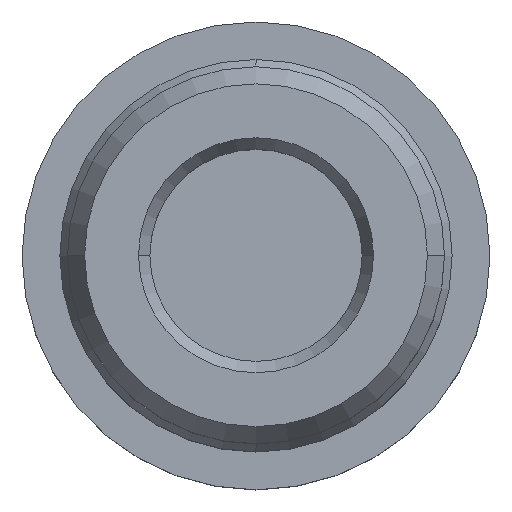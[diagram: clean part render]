
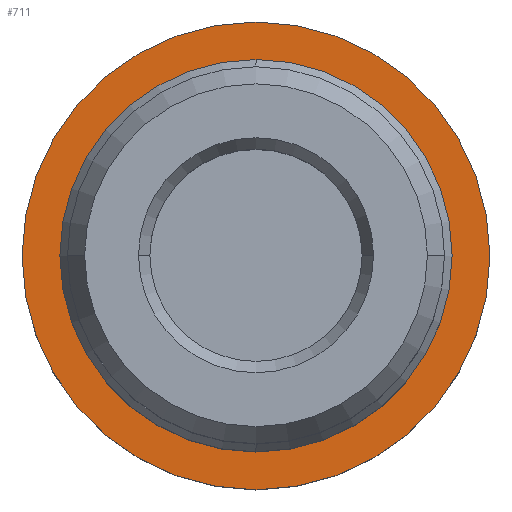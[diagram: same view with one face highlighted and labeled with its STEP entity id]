
A CAD part, top view. The second image highlights one B-rep face of the part: STEP entity #711.
In plain terms, the highlighted planar face has unit normal (0, 0, 1).
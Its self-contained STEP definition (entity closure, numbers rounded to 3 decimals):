
#2 = DIRECTION ( 'NONE',  ( 0., 0., 1. ) ) ;
#3 = ORIENTED_EDGE ( 'NONE', *, *, #838, .T. ) ;
#39 = DIRECTION ( 'NONE',  ( 0., 0., 1. ) ) ;
#108 = EDGE_LOOP ( 'NONE', ( #499, #572 ) ) ;
#124 = EDGE_LOOP ( 'NONE', ( #3, #620 ) ) ;
#150 = DIRECTION ( 'NONE',  ( 0., 0., 1. ) ) ;
#154 = DIRECTION ( 'NONE',  ( 0., 1., 0. ) ) ;
#189 = CARTESIAN_POINT ( 'NONE',  ( 0., 2.37, -3.9 ) ) ;
#194 = DIRECTION ( 'NONE',  ( 0., -1., 0. ) ) ;
#228 = CIRCLE ( 'NONE', #527, 1.988 ) ;
#236 = EDGE_CURVE ( 'NONE', #665, #896, #1053, .T. ) ;
#283 = FACE_OUTER_BOUND ( 'NONE', #124, .T. ) ;
#285 = VERTEX_POINT ( 'NONE', #361 ) ;
#294 = AXIS2_PLACEMENT_3D ( 'NONE', #189, #834, #194 ) ;
#303 = AXIS2_PLACEMENT_3D ( 'NONE', #672, #150, #907 ) ;
#313 = DIRECTION ( 'NONE',  ( 0., 0., 1. ) ) ;
#343 = CARTESIAN_POINT ( 'NONE',  ( 0., 0., -3.9 ) ) ;
#361 = CARTESIAN_POINT ( 'NONE',  ( 0., -1.987, -3.9 ) ) ;
#379 = CARTESIAN_POINT ( 'NONE',  ( 0., 2.37, -3.9 ) ) ;
#401 = FACE_BOUND ( 'NONE', #108, .T. ) ;
#448 = CARTESIAN_POINT ( 'NONE',  ( 0., 1.988, -3.9 ) ) ;
#499 = ORIENTED_EDGE ( 'NONE', *, *, #1188, .F. ) ;
#527 = AXIS2_PLACEMENT_3D ( 'NONE', #343, #39, #154 ) ;
#547 = EDGE_CURVE ( 'NONE', #285, #1238, #754, .T. ) ;
#572 = ORIENTED_EDGE ( 'NONE', *, *, #547, .F. ) ;
#579 = CARTESIAN_POINT ( 'NONE',  ( 0., 0., -3.9 ) ) ;
#620 = ORIENTED_EDGE ( 'NONE', *, *, #236, .T. ) ;
#665 = VERTEX_POINT ( 'NONE', #851 ) ;
#672 = CARTESIAN_POINT ( 'NONE',  ( 0., 0., -3.9 ) ) ;
#678 = AXIS2_PLACEMENT_3D ( 'NONE', #579, #2, #855 ) ;
#711 = ADVANCED_FACE ( 'NONE', ( #401, #283 ), #1239, .F. ) ;
#754 = CIRCLE ( 'NONE', #303, 1.988 ) ;
#834 = DIRECTION ( 'NONE',  ( 0., 0., -1. ) ) ;
#838 = EDGE_CURVE ( 'NONE', #896, #665, #1041, .T. ) ;
#851 = CARTESIAN_POINT ( 'NONE',  ( 0., -2.37, -3.9 ) ) ;
#855 = DIRECTION ( 'NONE',  ( 0., 1., 0. ) ) ;
#872 = CARTESIAN_POINT ( 'NONE',  ( 0., 0., -3.9 ) ) ;
#896 = VERTEX_POINT ( 'NONE', #379 ) ;
#907 = DIRECTION ( 'NONE',  ( 0., 1., 0. ) ) ;
#914 = AXIS2_PLACEMENT_3D ( 'NONE', #872, #313, #981 ) ;
#981 = DIRECTION ( 'NONE',  ( 0., 1., 0. ) ) ;
#1041 = CIRCLE ( 'NONE', #678, 2.37 ) ;
#1053 = CIRCLE ( 'NONE', #914, 2.37 ) ;
#1188 = EDGE_CURVE ( 'NONE', #1238, #285, #228, .T. ) ;
#1238 = VERTEX_POINT ( 'NONE', #448 ) ;
#1239 = PLANE ( 'NONE',  #294 ) ;
